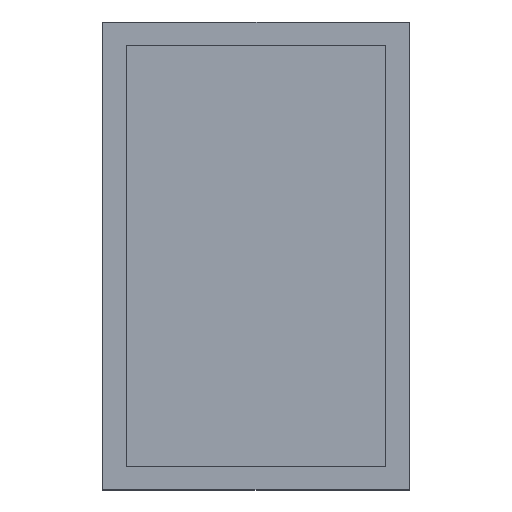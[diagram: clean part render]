
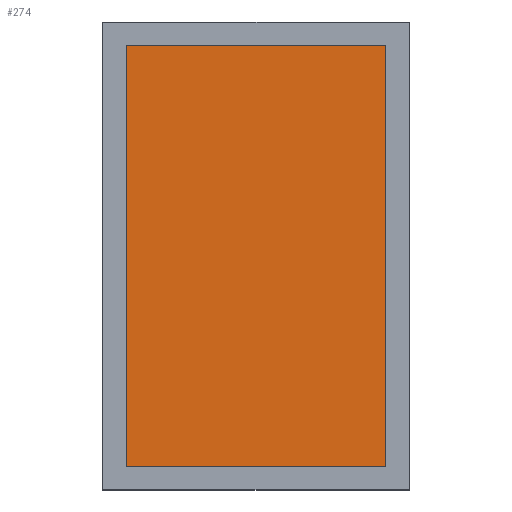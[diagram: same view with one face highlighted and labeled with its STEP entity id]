
A CAD part, top view. The second image highlights one B-rep face of the part: STEP entity #274.
In plain terms, the highlighted planar face has unit normal (0, 0, 1).
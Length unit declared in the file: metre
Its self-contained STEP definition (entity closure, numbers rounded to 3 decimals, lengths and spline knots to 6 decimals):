
#30=ORIENTED_EDGE('',*,*,#88,.F.);
#31=ORIENTED_EDGE('',*,*,#92,.T.);
#32=ORIENTED_EDGE('',*,*,#95,.T.);
#33=ORIENTED_EDGE('',*,*,#97,.F.);
#88=EDGE_CURVE('',#124,#125,#148,.T.);
#92=EDGE_CURVE('',#124,#127,#152,.T.);
#95=EDGE_CURVE('',#127,#129,#155,.T.);
#97=EDGE_CURVE('',#125,#129,#157,.T.);
#124=VERTEX_POINT('',#406);
#125=VERTEX_POINT('',#408);
#127=VERTEX_POINT('',#414);
#129=VERTEX_POINT('',#420);
#148=LINE('',#407,#184);
#152=LINE('',#415,#188);
#155=LINE('',#421,#191);
#157=LINE('',#424,#193);
#184=VECTOR('',#334,1.);
#188=VECTOR('',#340,1.);
#191=VECTOR('',#345,1.);
#193=VECTOR('',#349,1.);
#222=EDGE_LOOP('',(#30,#31,#32,#33));
#240=FACE_BOUND('',#222,.T.);
#258=PLANE('',#315);
#274=ADVANCED_FACE('',(#240),#258,.T.);
#315=AXIS2_PLACEMENT_3D('',#425,#350,#351);
#334=DIRECTION('',(1.,0.,0.));
#340=DIRECTION('',(0.,-1.,0.));
#345=DIRECTION('',(1.,0.,0.));
#349=DIRECTION('',(0.,-1.,0.));
#350=DIRECTION('',(0.,0.,1.));
#351=DIRECTION('',(1.,0.,0.));
#406=CARTESIAN_POINT('',(-0.03708,0.059689,0.000254));
#407=CARTESIAN_POINT('',(0.001401,0.059689,0.000254));
#408=CARTESIAN_POINT('',(0.039882,0.059689,0.000254));
#414=CARTESIAN_POINT('',(-0.03708,-0.061215,0.000254));
#415=CARTESIAN_POINT('',(-0.03708,-0.000763,0.000254));
#420=CARTESIAN_POINT('',(0.039882,-0.061215,0.000254));
#421=CARTESIAN_POINT('',(0.001401,-0.061215,0.000254));
#424=CARTESIAN_POINT('',(0.039882,-0.000763,0.000254));
#425=CARTESIAN_POINT('',(0.001401,-0.000763,0.000254));
